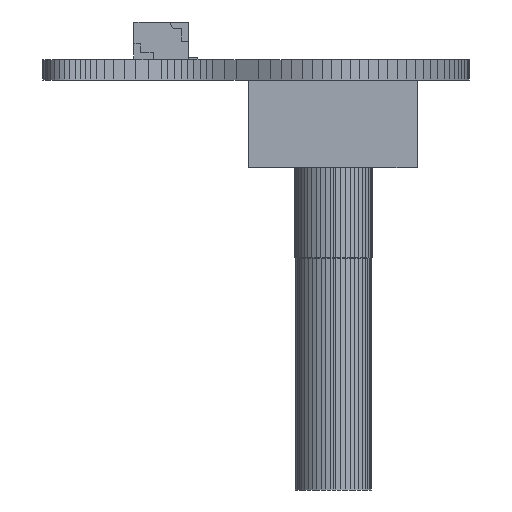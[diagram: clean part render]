
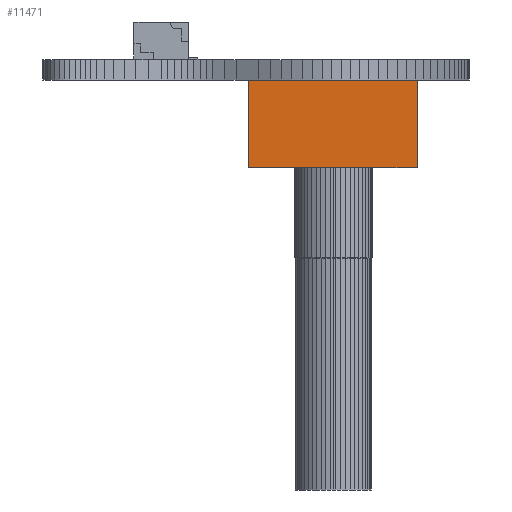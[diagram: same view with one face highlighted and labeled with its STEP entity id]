
A CAD part, left-side view. The second image highlights one B-rep face of the part: STEP entity #11471.
In plain terms, the highlighted planar face has unit normal (-1, 0, 0).
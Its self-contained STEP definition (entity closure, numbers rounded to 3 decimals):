
#11471 = ADVANCED_FACE('',(#11472),#11506,.F.);
#11472 = FACE_BOUND('',#11473,.F.);
#11473 = EDGE_LOOP('',(#11474,#11484,#11492,#11500));
#11474 = ORIENTED_EDGE('',*,*,#11475,.T.);
#11475 = EDGE_CURVE('',#11476,#11478,#11480,.T.);
#11476 = VERTEX_POINT('',#11477);
#11477 = CARTESIAN_POINT('',(-5.849,6.549,0.));
#11478 = VERTEX_POINT('',#11479);
#11479 = CARTESIAN_POINT('',(-5.849,6.549,6.8));
#11480 = LINE('',#11481,#11482);
#11481 = CARTESIAN_POINT('',(-5.849,6.549,0.));
#11482 = VECTOR('',#11483,1.);
#11483 = DIRECTION('',(0.,0.,1.));
#11484 = ORIENTED_EDGE('',*,*,#11485,.T.);
#11485 = EDGE_CURVE('',#11478,#11486,#11488,.T.);
#11486 = VERTEX_POINT('',#11487);
#11487 = CARTESIAN_POINT('',(-5.849,-6.549,6.8));
#11488 = LINE('',#11489,#11490);
#11489 = CARTESIAN_POINT('',(-5.849,6.549,6.8));
#11490 = VECTOR('',#11491,1.);
#11491 = DIRECTION('',(0.,-1.,0.));
#11492 = ORIENTED_EDGE('',*,*,#11493,.F.);
#11493 = EDGE_CURVE('',#11494,#11486,#11496,.T.);
#11494 = VERTEX_POINT('',#11495);
#11495 = CARTESIAN_POINT('',(-5.849,-6.549,0.));
#11496 = LINE('',#11497,#11498);
#11497 = CARTESIAN_POINT('',(-5.849,-6.549,0.));
#11498 = VECTOR('',#11499,1.);
#11499 = DIRECTION('',(0.,0.,1.));
#11500 = ORIENTED_EDGE('',*,*,#11501,.F.);
#11501 = EDGE_CURVE('',#11476,#11494,#11502,.T.);
#11502 = LINE('',#11503,#11504);
#11503 = CARTESIAN_POINT('',(-5.849,6.549,0.));
#11504 = VECTOR('',#11505,1.);
#11505 = DIRECTION('',(0.,-1.,0.));
#11506 = PLANE('',#11507);
#11507 = AXIS2_PLACEMENT_3D('',#11508,#11509,#11510);
#11508 = CARTESIAN_POINT('',(-5.849,6.549,0.));
#11509 = DIRECTION('',(1.,0.,-0.));
#11510 = DIRECTION('',(0.,-1.,0.));
